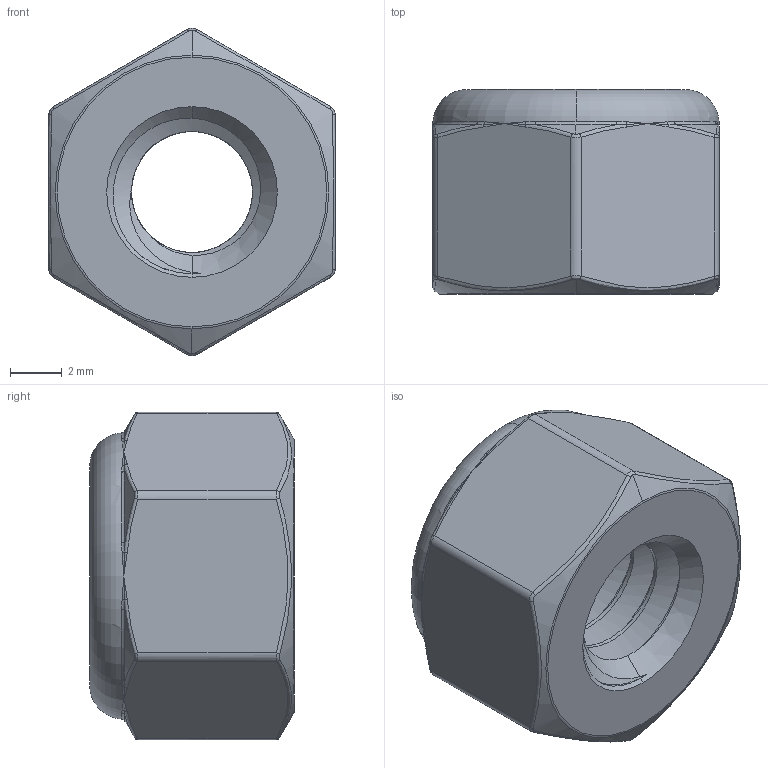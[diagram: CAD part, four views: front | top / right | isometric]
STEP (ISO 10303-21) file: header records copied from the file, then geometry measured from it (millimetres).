
FILE_DESCRIPTION (( 'STEP AP203' ), '1' );
FILE_NAME ('97135A414_High-Strength Steel Nylon-Insert Locknut.STEP', '2024-03-13T19:22:12', ( 'Administrator' ), ( 'Managed by Terraform' ), 'SwSTEP 2.0', 'SolidWorks 2017', '' );
FILE_SCHEMA (( 'CONFIG_CONTROL_DESIGN' ));
Length unit declared in the file: inch
Products named in the file (1): 97135A414_High-Strength Steel Nylon-Insert Locknut
Bounding box: 11.11 x 7.95 x 12.71 mm (x, y, z)
Volume: 607.2 mm3; surface area: 858.1 mm2
Topology: 2 solids, 2 shells, 138 faces, 345 edges, 189 vertices
Faces by surface type: bspline 69, cylinder 23, torus 19, cone 15, plane 12
Entity records: 5951 total; most frequent: CARTESIAN_POINT 3269, ORIENTED_EDGE 642, DIRECTION 423, EDGE_CURVE 321, AXIS2_PLACEMENT_3D 193, VERTEX_POINT 189, EDGE_LOOP 144, ADVANCED_FACE 138
